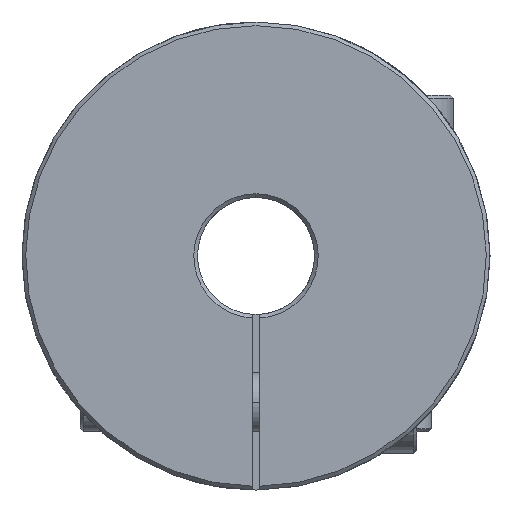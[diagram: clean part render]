
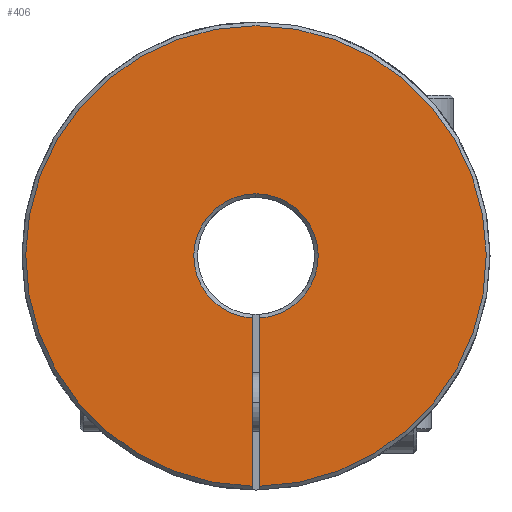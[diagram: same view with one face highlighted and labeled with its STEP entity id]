
A CAD part, left-side view. The second image highlights one B-rep face of the part: STEP entity #406.
In plain terms, the highlighted planar face has unit normal (-1, 0, 0).
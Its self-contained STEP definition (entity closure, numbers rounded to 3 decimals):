
#151 = EDGE_LOOP ( 'NONE', ( #1178, #1179, #1180, #1181, #1182 ) ) ;
#406 = ADVANCED_FACE ( 'NONE', ( #2936 ), #3100, .F. ) ;
#789 = EDGE_CURVE ( 'NONE', #5534, #5535, #3653, .T. ) ;
#861 = EDGE_CURVE ( 'NONE', #5535, #5466, #3746, .T. ) ;
#865 = EDGE_CURVE ( 'NONE', #5465, #5534, #3743, .T. ) ;
#870 = EDGE_CURVE ( 'NONE', #5467, #5465, #3760, .T. ) ;
#871 = EDGE_CURVE ( 'NONE', #5467, #5466, #3747, .T. ) ;
#1178 = ORIENTED_EDGE ( 'NONE', *, *, #871, .F. ) ;
#1179 = ORIENTED_EDGE ( 'NONE', *, *, #870, .T. ) ;
#1180 = ORIENTED_EDGE ( 'NONE', *, *, #865, .T. ) ;
#1181 = ORIENTED_EDGE ( 'NONE', *, *, #789, .T. ) ;
#1182 = ORIENTED_EDGE ( 'NONE', *, *, #861, .T. ) ;
#2578 = AXIS2_PLACEMENT_3D ( 'NONE', #3096, #3103, #3104 ) ;
#2596 = AXIS2_PLACEMENT_3D ( 'NONE', #3234, #3241, #3242 ) ;
#2641 = AXIS2_PLACEMENT_3D ( 'NONE', #3503, #3549, #3550 ) ;
#2644 = AXIS2_PLACEMENT_3D ( 'NONE', #3569, #3574, #3575 ) ;
#2936 = FACE_OUTER_BOUND ( 'NONE', #151, .T. ) ;
#3096 = CARTESIAN_POINT ( 'NONE',  ( -27., 0., 0. ) ) ;
#3100 = PLANE ( 'NONE',  #2578 ) ;
#3103 = DIRECTION ( 'NONE',  ( 1., 0., 0. ) ) ;
#3104 = DIRECTION ( 'NONE',  ( 0., 0., -1. ) ) ;
#3234 = CARTESIAN_POINT ( 'NONE',  ( -27., 0., 0. ) ) ;
#3241 = DIRECTION ( 'NONE',  ( 1., 0., 0. ) ) ;
#3242 = DIRECTION ( 'NONE',  ( 0., 0., -1. ) ) ;
#3503 = CARTESIAN_POINT ( 'NONE',  ( -27., 0., 0. ) ) ;
#3549 = DIRECTION ( 'NONE',  ( 1., 0., 0. ) ) ;
#3550 = DIRECTION ( 'NONE',  ( 0., 0., -1. ) ) ;
#3560 = CARTESIAN_POINT ( 'NONE',  ( -27., 0.25, -16. ) ) ;
#3561 = DIRECTION ( 'NONE',  ( 0., 0., 1. ) ) ;
#3569 = CARTESIAN_POINT ( 'NONE',  ( -27., 0., 0. ) ) ;
#3574 = DIRECTION ( 'NONE',  ( -1., 0., 0. ) ) ;
#3575 = DIRECTION ( 'NONE',  ( 0., 0., -1. ) ) ;
#3576 = CARTESIAN_POINT ( 'NONE',  ( -27., -0.25, -16. ) ) ;
#3577 = DIRECTION ( 'NONE',  ( 0., 0., 1. ) ) ;
#3653 = CIRCLE ( 'NONE', #2596, 4.254 ) ;
#3743 = LINE ( 'NONE', #3560, #3749 ) ;
#3746 = CIRCLE ( 'NONE', #2641, 4.254 ) ;
#3747 = LINE ( 'NONE', #3576, #3758 ) ;
#3749 = VECTOR ( 'NONE', #3561, 1000. ) ;
#3758 = VECTOR ( 'NONE', #3577, 1000. ) ;
#3760 = CIRCLE ( 'NONE', #2644, 15.746 ) ;
#5251 = CARTESIAN_POINT ( 'NONE',  ( -27., 0.25, -15.744 ) ) ;
#5252 = CARTESIAN_POINT ( 'NONE',  ( -27., -0.25, -4.247 ) ) ;
#5253 = CARTESIAN_POINT ( 'NONE',  ( -27., -0.25, -15.744 ) ) ;
#5301 = CARTESIAN_POINT ( 'NONE',  ( -27., 0.25, -4.247 ) ) ;
#5302 = CARTESIAN_POINT ( 'NONE',  ( -27., 0., 4.254 ) ) ;
#5465 = VERTEX_POINT ( 'NONE', #5251 ) ;
#5466 = VERTEX_POINT ( 'NONE', #5252 ) ;
#5467 = VERTEX_POINT ( 'NONE', #5253 ) ;
#5534 = VERTEX_POINT ( 'NONE', #5301 ) ;
#5535 = VERTEX_POINT ( 'NONE', #5302 ) ;
